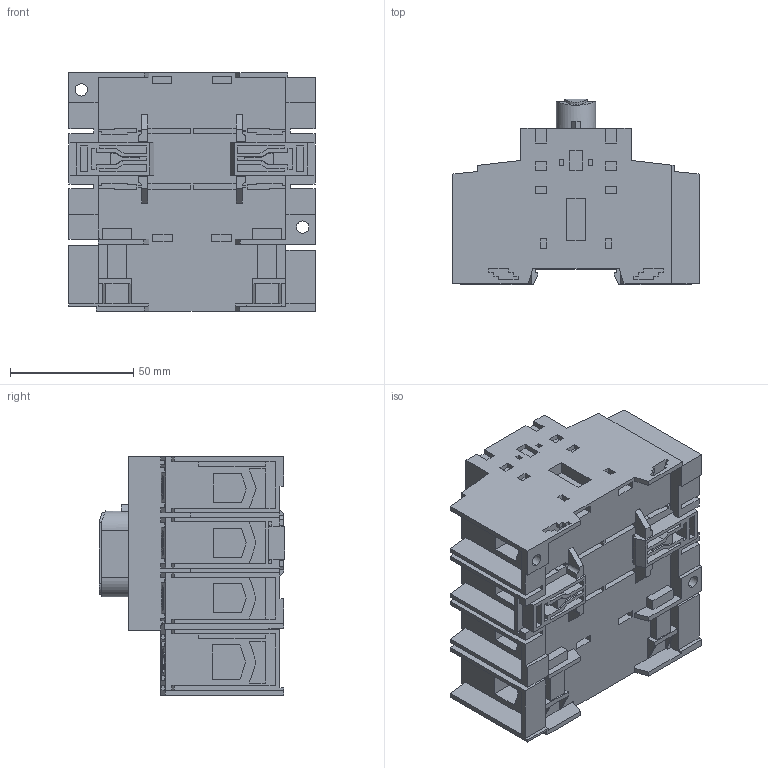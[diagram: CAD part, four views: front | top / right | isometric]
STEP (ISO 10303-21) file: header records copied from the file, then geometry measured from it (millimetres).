
FILE_DESCRIPTION (( 'STEP AP203' ), '1' );
FILE_NAME ('tb-40(63,80,100,125)-4p-f.ÃÌ Ðóáèëüíèê 40(63,80,100,125)A 4P c ðóêîÿòêîé óïðàâëåíèÿ äëÿ ïðÿìîé óñòàíîâêè TwinBlock EKF.STEP', '2024-11-27T09:15:42', ( '' ), ( '' ), 'SwSTEP 2.0', 'SolidWorks 2021', '' );
FILE_SCHEMA (( 'CONFIG_CONTROL_DESIGN' ));
Length unit declared in the file: millimetre
Products named in the file (1): tb-40(63,80,100,125)-4p-f.ÃÌ Ðóáèëüíèê 40(63,80,100,125)A 4P c ðóêîÿòêîé óïðàâëåíèÿ äëÿ ïðÿìîé óñòàíîâêè TwinBlock EKF
Bounding box: 100 x 75.5 x 97 mm (x, y, z)
Volume: 344642.3 mm3; surface area: 87714.8 mm2
Topology: 1 solids, 1 shells, 1053 faces, 2884 edges, 1913 vertices
Faces by surface type: plane 886, cylinder 91, bspline 76
Entity records: 35174 total; most frequent: CARTESIAN_POINT 8876, ORIENTED_EDGE 5768, DIRECTION 4764, EDGE_CURVE 2884, LINE 2546, VECTOR 2546, VERTEX_POINT 1913, EDGE_LOOP 1151
